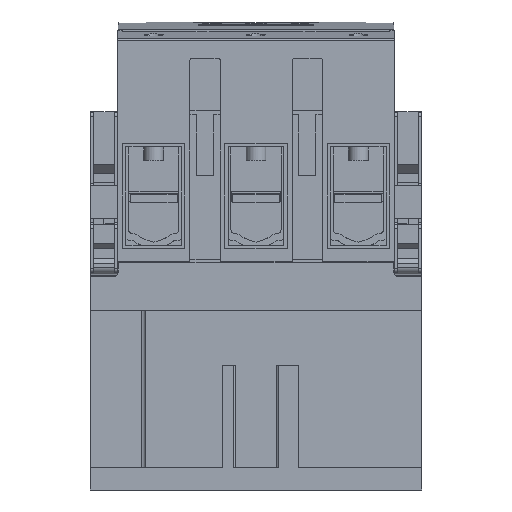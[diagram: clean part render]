
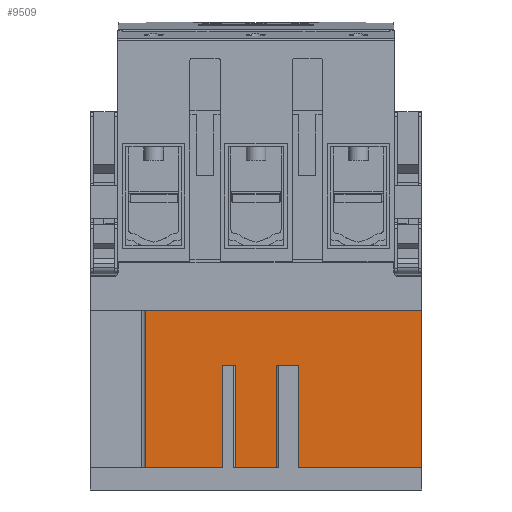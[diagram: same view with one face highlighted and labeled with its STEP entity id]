
A CAD part, front view. The second image highlights one B-rep face of the part: STEP entity #9509.
In plain terms, the highlighted planar face has unit normal (0, -1, 0).
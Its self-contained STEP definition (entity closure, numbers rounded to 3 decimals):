
#9509=ADVANCED_FACE('',(#19455),#19456,.T.);
#19455=FACE_OUTER_BOUND('',#29633,.T.);
#19456=PLANE('',#29634);
#29633=EDGE_LOOP('',(#60617,#60618,#60619,#60620,#60621,#60622,#60623,#60624,#60625,#60626,#60627,#60628));
#29634=AXIS2_PLACEMENT_3D('',#60629,#60630,#60631);
#60617=ORIENTED_EDGE('',*,*,#74792,.T.);
#60618=ORIENTED_EDGE('',*,*,#74790,.F.);
#60619=ORIENTED_EDGE('',*,*,#74729,.T.);
#60620=ORIENTED_EDGE('',*,*,#74668,.T.);
#60621=ORIENTED_EDGE('',*,*,#74798,.T.);
#60622=ORIENTED_EDGE('',*,*,#74807,.T.);
#60623=ORIENTED_EDGE('',*,*,#74819,.F.);
#60624=ORIENTED_EDGE('',*,*,#74889,.T.);
#60625=ORIENTED_EDGE('',*,*,#74851,.T.);
#60626=ORIENTED_EDGE('',*,*,#74876,.T.);
#60627=ORIENTED_EDGE('',*,*,#74812,.F.);
#60628=ORIENTED_EDGE('',*,*,#74810,.T.);
#60629=CARTESIAN_POINT('',(60.0,20.0,0.0));
#60630=DIRECTION('',(0.0,-1.0,0.0));
#60631=DIRECTION('',(0.0,0.0,1.0));
#74668=EDGE_CURVE('',#93459,#93456,#93460,.T.);
#74729=EDGE_CURVE('',#93551,#93459,#93552,.T.);
#74790=EDGE_CURVE('',#93551,#93641,#93643,.T.);
#74792=EDGE_CURVE('',#93645,#93641,#93646,.T.);
#74798=EDGE_CURVE('',#93456,#93653,#93655,.T.);
#74807=EDGE_CURVE('',#93653,#93666,#93668,.T.);
#74810=EDGE_CURVE('',#93670,#93645,#93672,.T.);
#74812=EDGE_CURVE('',#93670,#93674,#93675,.T.);
#74819=EDGE_CURVE('',#93683,#93666,#93685,.T.);
#74851=EDGE_CURVE('',#93718,#93716,#93719,.T.);
#74876=EDGE_CURVE('',#93716,#93674,#93749,.T.);
#74889=EDGE_CURVE('',#93683,#93718,#93764,.T.);
#93456=VERTEX_POINT('',#122703);
#93459=VERTEX_POINT('',#122706);
#93460=LINE('',#122707,#122708);
#93551=VERTEX_POINT('',#122829);
#93552=LINE('',#122830,#122831);
#93641=VERTEX_POINT('',#122949);
#93643=LINE('',#122951,#122952);
#93645=VERTEX_POINT('',#122954);
#93646=LINE('',#122955,#122956);
#93653=VERTEX_POINT('',#122966);
#93655=LINE('',#122969,#122970);
#93666=VERTEX_POINT('',#122986);
#93668=LINE('',#122989,#122990);
#93670=VERTEX_POINT('',#122992);
#93672=LINE('',#122995,#122996);
#93674=VERTEX_POINT('',#122998);
#93675=LINE('',#122999,#123000);
#93683=VERTEX_POINT('',#123010);
#93685=LINE('',#123013,#123014);
#93716=VERTEX_POINT('',#123057);
#93718=VERTEX_POINT('',#123060);
#93719=LINE('',#123061,#123062);
#93749=LINE('',#123104,#123105);
#93764=LINE('',#123126,#123127);
#122703=CARTESIAN_POINT('',(72.85,20.0,45.0));
#122706=CARTESIAN_POINT('',(72.85,20.0,8.0));
#122707=CARTESIAN_POINT('',(72.85,20.0,8.0));
#122708=VECTOR('',#138180,1.0);
#122829=CARTESIAN_POINT('',(50.15,20.0,8.0));
#122830=CARTESIAN_POINT('',(50.15,20.0,8.0));
#122831=VECTOR('',#138256,1.0);
#122949=CARTESIAN_POINT('',(50.15,20.0,45.0));
#122951=CARTESIAN_POINT('',(50.15,20.0,8.0));
#122952=VECTOR('',#138334,1.0);
#122954=CARTESIAN_POINT('',(47.75,20.0,45.0));
#122955=CARTESIAN_POINT('',(60.75,20.0,45.0));
#122956=VECTOR('',#138335,1.0);
#122966=CARTESIAN_POINT('',(75.25,20.0,45.0));
#122969=CARTESIAN_POINT('',(60.75,20.0,45.0));
#122970=VECTOR('',#138340,1.0);
#122986=CARTESIAN_POINT('',(75.25,20.0,8.0));
#122989=CARTESIAN_POINT('',(75.25,20.0,0.0));
#122990=VECTOR('',#138347,1.0);
#122992=CARTESIAN_POINT('',(47.75,20.0,8.0));
#122995=CARTESIAN_POINT('',(47.75,20.0,0.0));
#122996=VECTOR('',#138349,1.0);
#122998=CARTESIAN_POINT('',(20.1,20.0,8.0));
#122999=CARTESIAN_POINT('',(60.0,20.0,8.0));
#123000=VECTOR('',#138350,1.0);
#123010=CARTESIAN_POINT('',(120.0,20.0,8.0));
#123013=CARTESIAN_POINT('',(60.0,20.0,8.0));
#123014=VECTOR('',#138360,1.0);
#123057=CARTESIAN_POINT('',(20.1,20.0,64.8));
#123060=CARTESIAN_POINT('',(120.0,20.0,64.8));
#123061=CARTESIAN_POINT('',(30.0,20.0,64.8));
#123062=VECTOR('',#138377,1.0);
#123104=CARTESIAN_POINT('',(20.1,20.0,4.0));
#123105=VECTOR('',#138396,1.0);
#123126=CARTESIAN_POINT('',(120.0,20.0,0.0));
#123127=VECTOR('',#138403,1.0);
#138180=DIRECTION('',(0.0,0.0,1.0));
#138256=DIRECTION('',(1.0,0.0,0.0));
#138334=DIRECTION('',(0.0,0.0,1.0));
#138335=DIRECTION('',(1.0,0.0,0.0));
#138340=DIRECTION('',(1.0,0.0,0.0));
#138347=DIRECTION('',(0.0,0.0,-1.0));
#138349=DIRECTION('',(0.0,-0.0,1.0));
#138350=DIRECTION('',(-1.0,-0.0,0.0));
#138360=DIRECTION('',(-1.0,-0.0,0.0));
#138377=DIRECTION('',(-1.0,0.0,0.0));
#138396=DIRECTION('',(0.0,0.0,-1.0));
#138403=DIRECTION('',(0.0,0.0,1.0));
